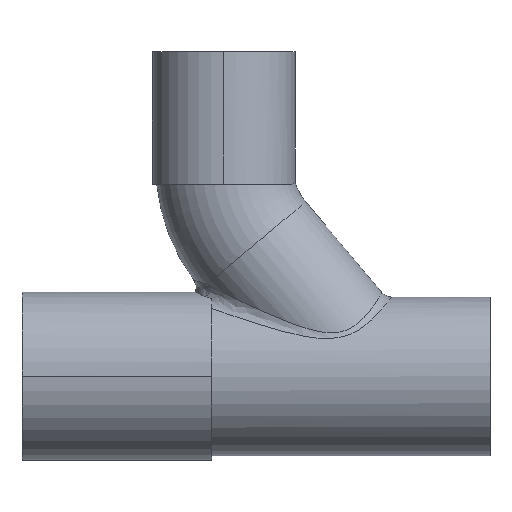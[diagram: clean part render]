
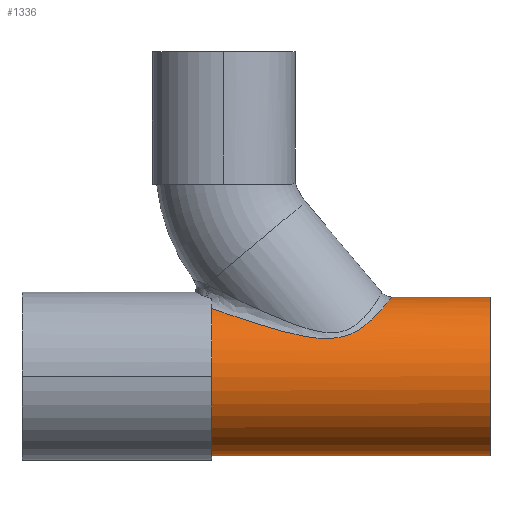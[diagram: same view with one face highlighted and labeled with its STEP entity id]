
A CAD part, top view. The second image highlights one B-rep face of the part: STEP entity #1336.
In plain terms, the highlighted cylindrical face has radius 12.5 mm (diameter 25 mm), a partial arc.
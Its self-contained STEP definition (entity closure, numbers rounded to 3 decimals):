
#292=CARTESIAN_POINT('',(0.,0.,0.));
#293=DIRECTION('',(1.,0.,0.));
#294=DIRECTION('',(0.,1.,0.));
#295=AXIS2_PLACEMENT_3D('',#292,#293,#294);
#317=CARTESIAN_POINT('',(-43.938,0.,0.));
#318=DIRECTION('',(-1.,0.,0.));
#319=DIRECTION('',(0.,-1.,0.));
#320=AXIS2_PLACEMENT_3D('',#317,#318,#319);
#322=CARTESIAN_POINT('',(-25.112,5.971,10.982));
#323=CARTESIAN_POINT('',(-25.296,5.961,10.987));
#324=CARTESIAN_POINT('',(-26.165,5.934,11.001));
#325=CARTESIAN_POINT('',(-28.396,6.088,10.92));
#326=CARTESIAN_POINT('',(-31.697,6.776,10.525));
#327=CARTESIAN_POINT('',(-36.13,8.039,9.629));
#328=CARTESIAN_POINT('',(-40.249,9.415,8.327));
#329=CARTESIAN_POINT('',(-42.969,10.375,7.008));
#330=CARTESIAN_POINT('',(-43.938,10.722,6.427));
#332=CARTESIAN_POINT('',(-15.523,12.499,
0.));
#333=CARTESIAN_POINT('',(-15.523,12.499,0.223));
#334=CARTESIAN_POINT('',(-15.533,12.488,0.668));
#335=CARTESIAN_POINT('',(-15.573,12.434,1.335));
#336=CARTESIAN_POINT('',(-15.64,12.345,1.998));
#337=CARTESIAN_POINT('',(-15.734,12.22,2.657));
#338=CARTESIAN_POINT('',(-15.857,12.06,3.31));
#339=CARTESIAN_POINT('',(-16.007,11.865,3.951));
#340=CARTESIAN_POINT('',(-16.183,11.639,4.574));
#341=CARTESIAN_POINT('',(-16.388,11.382,5.181));
#342=CARTESIAN_POINT('',(-16.62,11.095,5.77));
#343=CARTESIAN_POINT('',(-16.883,10.778,6.342));
#344=CARTESIAN_POINT('',(-17.18,10.431,6.898));
#345=CARTESIAN_POINT('',(-17.511,10.059,7.43));
#346=CARTESIAN_POINT('',(-17.872,9.668,7.932));
#347=CARTESIAN_POINT('',(-18.258,9.269,8.393));
#348=CARTESIAN_POINT('',(-18.663,8.876,8.808));
#349=CARTESIAN_POINT('',(-19.086,8.493,9.176));
#350=CARTESIAN_POINT('',(-19.524,8.128,9.5));
#351=CARTESIAN_POINT('',(-19.976,7.784,9.783));
#352=CARTESIAN_POINT('',(-20.44,7.465,10.028));
#353=CARTESIAN_POINT('',(-20.906,7.178,10.235));
#354=CARTESIAN_POINT('',(-21.368,6.928,10.406));
#355=CARTESIAN_POINT('',(-21.833,6.708,10.548));
#356=CARTESIAN_POINT('',(-22.312,6.518,10.667));
#357=CARTESIAN_POINT('',(-22.813,6.352,10.766));
#358=CARTESIAN_POINT('',(-23.343,6.21,10.848));
#359=CARTESIAN_POINT('',(-23.903,6.097,10.912));
#360=CARTESIAN_POINT('',(-24.492,6.015,10.958));
#361=CARTESIAN_POINT('',(-24.902,5.982,10.976));
#362=CARTESIAN_POINT('',(-25.112,5.971,10.982));
#364=DIRECTION('',(-1.,0.,0.));
#365=VECTOR('',#364,43.938);
#366=CARTESIAN_POINT('',(0.,-12.5,0.));
#367=LINE('',#366,#365);
#368=DIRECTION('',(-1.,0.,0.));
#369=VECTOR('',#368,15.523);
#370=CARTESIAN_POINT('',(0.,12.5,0.));
#371=LINE('',#370,#369);
#788=CARTESIAN_POINT('',(0.,12.5,0.));
#789=CARTESIAN_POINT('',(-15.523,12.499,
0.));
#790=VERTEX_POINT('',#788);
#791=VERTEX_POINT('',#789);
#792=CARTESIAN_POINT('',(0.,-12.5,0.));
#793=VERTEX_POINT('',#792);
#794=VERTEX_POINT('',#362);
#811=CARTESIAN_POINT('',(-43.938,-12.5,0.));
#812=VERTEX_POINT('',#811);
#813=VERTEX_POINT('',#330);
#1319=CARTESIAN_POINT('',(0.,0.,0.));
#1320=DIRECTION('',(-1.,0.,0.));
#1321=DIRECTION('',(0.,-1.,0.));
#1322=AXIS2_PLACEMENT_3D('',#1319,#1320,#1321);
#1323=CYLINDRICAL_SURFACE('',#1322,12.5);
#1325=ORIENTED_EDGE('',*,*,#1324,.T.);
#1326=ORIENTED_EDGE('',*,*,#1099,.T.);
#1328=ORIENTED_EDGE('',*,*,#1327,.F.);
#1330=ORIENTED_EDGE('',*,*,#1329,.F.);
#1332=ORIENTED_EDGE('',*,*,#1331,.F.);
#1333=ORIENTED_EDGE('',*,*,#1305,.T.);
#1334=EDGE_LOOP('',(#1325,#1326,#1328,#1330,#1332,#1333));
#1335=FACE_OUTER_BOUND('',#1334,.F.);
#1336=ADVANCED_FACE('',(#1335),#1323,.T.);
#296=CIRCLE('',#295,12.5);
#321=CIRCLE('',#320,12.5);
#331=B_SPLINE_CURVE_WITH_KNOTS('',3,(#322,#323,#324,#325,#326,#327,#328,#329,
#330),.UNSPECIFIED.,.F.,.F.,(4,1,1,1,1,1,4),(0.,0.027,
0.126,0.324,0.522,0.819,1.),
.UNSPECIFIED.);
#363=B_SPLINE_CURVE_WITH_KNOTS('',3,(#332,#333,#334,#335,#336,#337,#338,#339,
#340,#341,#342,#343,#344,#345,#346,#347,#348,#349,#350,#351,#352,#353,#354,#355,
#356,#357,#358,#359,#360,#361,#362),.UNSPECIFIED.,.F.,.F.,(4,1,1,1,1,1,1,1,1,1,
1,1,1,1,1,1,1,1,1,1,1,1,1,1,1,1,1,1,4),(0.,0.036,
0.071,0.107,0.143,0.179,
0.214,0.25,0.286,0.321,0.357,
0.393,0.429,0.464,0.5,0.536,
0.571,0.607,0.643,0.679,
0.714,0.75,0.786,0.821,0.857,
0.893,0.929,0.964,1.),.UNSPECIFIED.);
#1099=EDGE_CURVE('',#812,#813,#321,.T.);
#1305=EDGE_CURVE('',#790,#793,#296,.T.);
#1324=EDGE_CURVE('',#793,#812,#367,.T.);
#1327=EDGE_CURVE('',#794,#813,#331,.T.);
#1329=EDGE_CURVE('',#791,#794,#363,.T.);
#1331=EDGE_CURVE('',#790,#791,#371,.T.);
